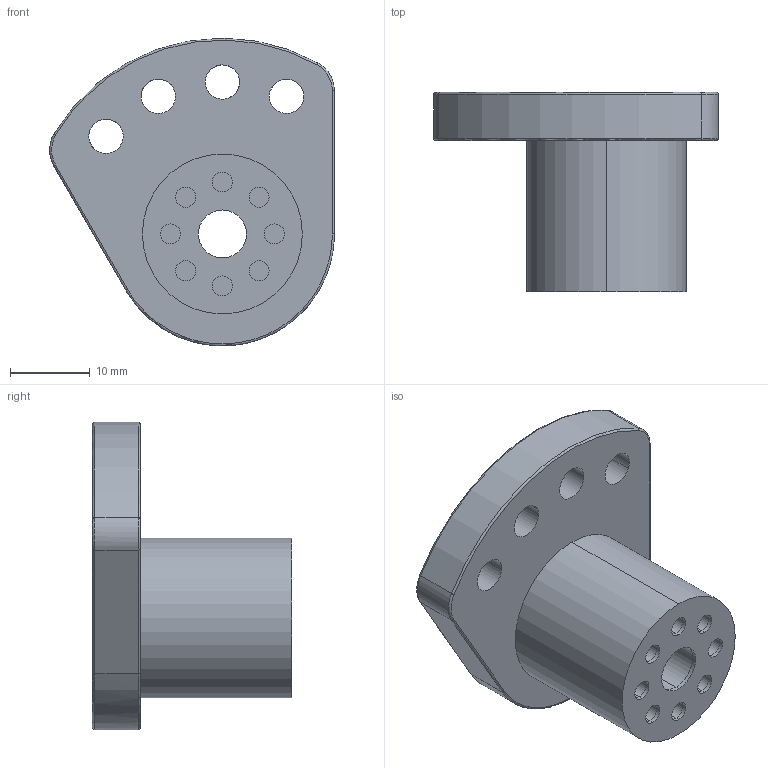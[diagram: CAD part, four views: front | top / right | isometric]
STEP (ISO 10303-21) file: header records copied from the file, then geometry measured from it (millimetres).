
FILE_DESCRIPTION (( 'STEP AP214' ), '1' );
FILE_NAME ('RightAOR.STEP', '2022-11-14T14:18:35', ( '' ), ( '' ), 'SwSTEP 2.0', 'SolidWorks 2018', '' );
FILE_SCHEMA (( 'AUTOMOTIVE_DESIGN' ));
Length unit declared in the file: millimetre
Products named in the file (3): RightAOR; wand_swivel_fitting-3D_new.stp; 20_A.stp
Assembly tree (2 placements, depth 3):
  RightAOR
    wand_swivel_fitting-3D_new.stp
      20_A.stp
Bounding box: 35.6 x 24.9 x 38.5 mm (x, y, z)
Volume: 10229.9 mm3; surface area: 5735.7 mm2
Topology: 1 solids, 1 shells, 86 faces, 186 edges, 114 vertices
Faces by surface type: cylinder 58, plane 16, torus 8, bspline 4
Entity records: 2991 total; most frequent: CARTESIAN_POINT 1003, DIRECTION 424, ORIENTED_EDGE 372, EDGE_CURVE 186, AXIS2_PLACEMENT_3D 182, VERTEX_POINT 114, EDGE_LOOP 108, CIRCLE 94
